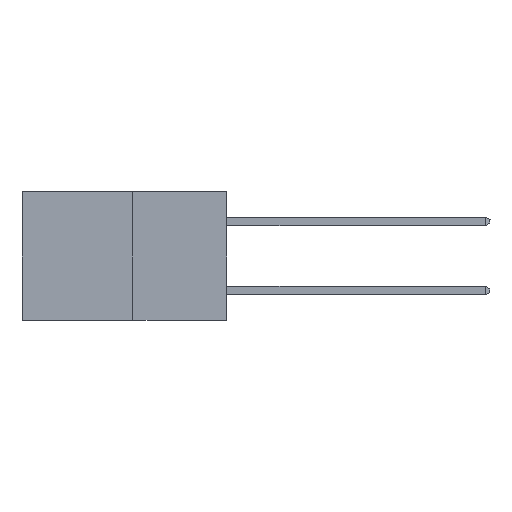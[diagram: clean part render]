
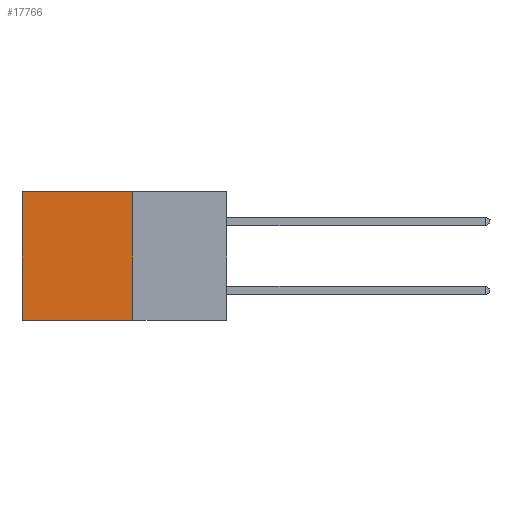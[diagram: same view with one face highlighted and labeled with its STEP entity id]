
A CAD part, left-side view. The second image highlights one B-rep face of the part: STEP entity #17766.
In plain terms, the highlighted planar face has unit normal (-1, 0, 0).
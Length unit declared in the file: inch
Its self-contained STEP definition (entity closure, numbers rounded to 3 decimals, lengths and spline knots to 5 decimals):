
#2148 = ORIENTED_EDGE ( 'NONE', *, *, #30698, .T. ) ;
#2979 = CARTESIAN_POINT ( 'NONE',  ( 0.277, 0.59, -0.37 ) ) ;
#4884 = CARTESIAN_POINT ( 'NONE',  ( 0.277, 0.27, -0.37 ) ) ;
#5479 = VECTOR ( 'NONE', #25925, 39.37008 ) ;
#5633 = VECTOR ( 'NONE', #13170, 39.37008 ) ;
#7220 = AXIS2_PLACEMENT_3D ( 'NONE', #4884, #27717, #12597 ) ;
#10043 = PLANE ( 'NONE',  #7220 ) ;
#11416 = FACE_OUTER_BOUND ( 'NONE', #18393, .T. ) ;
#12597 = DIRECTION ( 'NONE',  ( 0., 0., -1. ) ) ;
#13170 = DIRECTION ( 'NONE',  ( 0., 0., -1. ) ) ;
#14041 = LINE ( 'NONE', #25768, #5633 ) ;
#14058 = VERTEX_POINT ( 'NONE', #23211 ) ;
#14979 = CARTESIAN_POINT ( 'NONE',  ( 0.277, 0.59, 0. ) ) ;
#15653 = VERTEX_POINT ( 'NONE', #14979 ) ;
#15880 = ORIENTED_EDGE ( 'NONE', *, *, #24205, .T. ) ;
#16611 = DIRECTION ( 'NONE',  ( 0., 1., 0. ) ) ;
#17766 = ADVANCED_FACE ( 'NONE', ( #11416 ), #10043, .F. ) ;
#18393 = EDGE_LOOP ( 'NONE', ( #2148, #22569, #30779, #15880 ) ) ;
#18555 = VECTOR ( 'NONE', #19185, 39.37008 ) ;
#19185 = DIRECTION ( 'NONE',  ( 0., 1., 0. ) ) ;
#20878 = EDGE_CURVE ( 'NONE', #22127, #14058, #14041, .T. ) ;
#22127 = VERTEX_POINT ( 'NONE', #22883 ) ;
#22569 = ORIENTED_EDGE ( 'NONE', *, *, #27455, .F. ) ;
#22883 = CARTESIAN_POINT ( 'NONE',  ( 0.277, 0.27, 0. ) ) ;
#23211 = CARTESIAN_POINT ( 'NONE',  ( 0.277, 0.27, -0.37 ) ) ;
#23546 = CARTESIAN_POINT ( 'NONE',  ( 0.277, 0.59, -0.37 ) ) ;
#24205 = EDGE_CURVE ( 'NONE', #22127, #15653, #32843, .T. ) ;
#25429 = VERTEX_POINT ( 'NONE', #23546 ) ;
#25752 = LINE ( 'NONE', #2979, #5479 ) ;
#25768 = CARTESIAN_POINT ( 'NONE',  ( 0.277, 0.27, -0.37 ) ) ;
#25925 = DIRECTION ( 'NONE',  ( 0., 0., -1. ) ) ;
#26032 = LINE ( 'NONE', #31669, #18555 ) ;
#27455 = EDGE_CURVE ( 'NONE', #14058, #25429, #26032, .T. ) ;
#27717 = DIRECTION ( 'NONE',  ( 1., 0., 0. ) ) ;
#30698 = EDGE_CURVE ( 'NONE', #15653, #25429, #25752, .T. ) ;
#30779 = ORIENTED_EDGE ( 'NONE', *, *, #20878, .F. ) ;
#31562 = CARTESIAN_POINT ( 'NONE',  ( 0.277, 0.27, 0. ) ) ;
#31669 = CARTESIAN_POINT ( 'NONE',  ( 0.277, 0.27, -0.37 ) ) ;
#32067 = VECTOR ( 'NONE', #16611, 39.37008 ) ;
#32843 = LINE ( 'NONE', #31562, #32067 ) ;
